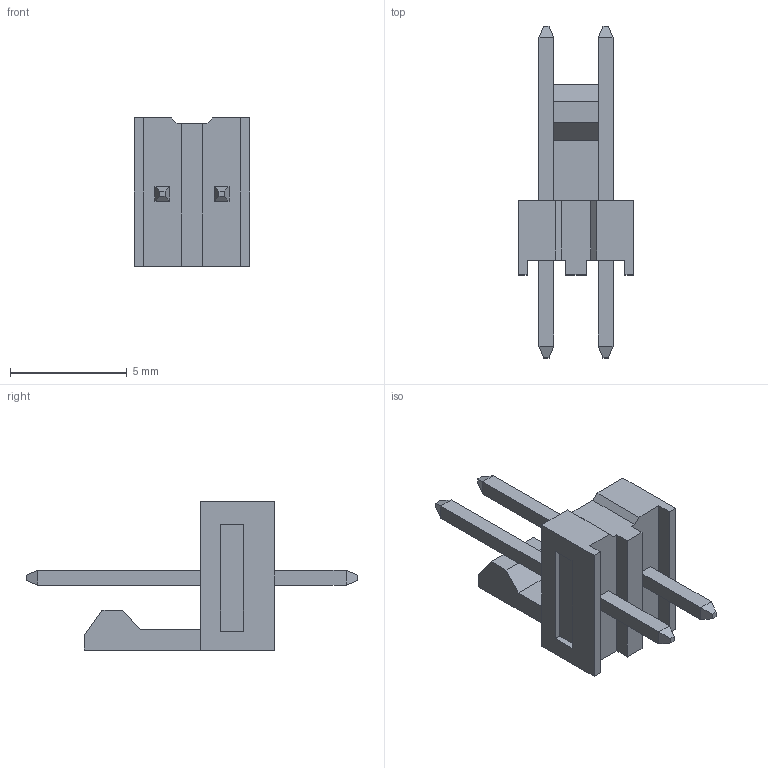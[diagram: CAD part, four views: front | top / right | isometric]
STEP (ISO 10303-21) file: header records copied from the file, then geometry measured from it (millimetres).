
FILE_DESCRIPTION(/* description */ (''),/* implementation_level */ '2;1');
FILE_NAME(/* name */ '022232021.step',/* time_stamp */ '2018-09-29T18:31:21-04:00',/* author */ ('cruiz5965'),/* organization */ (''),/* preprocessor_version */ 'ST-DEVELOPER v17.2',/* originating_system */ 'Autodesk Translation Framework v7.6.0.251',/* authorisation */ '');
FILE_SCHEMA (('AUTOMOTIVE_DESIGN { 1 0 10303 214 3 1 1 }'));
Length unit declared in the file: millimetre
Products named in the file (1): 022232021
Bounding box: 4.93 x 14.22 x 6.35 mm (x, y, z)
Volume: 106.1 mm3; surface area: 245.9 mm2
Topology: 1 solids, 1 shells, 71 faces, 173 edges, 110 vertices
Faces by surface type: plane 71
Entity records: 2084 total; most frequent: CARTESIAN_POINT 355, ORIENTED_EDGE 346, DIRECTION 317, LINE 173, VECTOR 173, EDGE_CURVE 173, VERTEX_POINT 110, EDGE_LOOP 77
